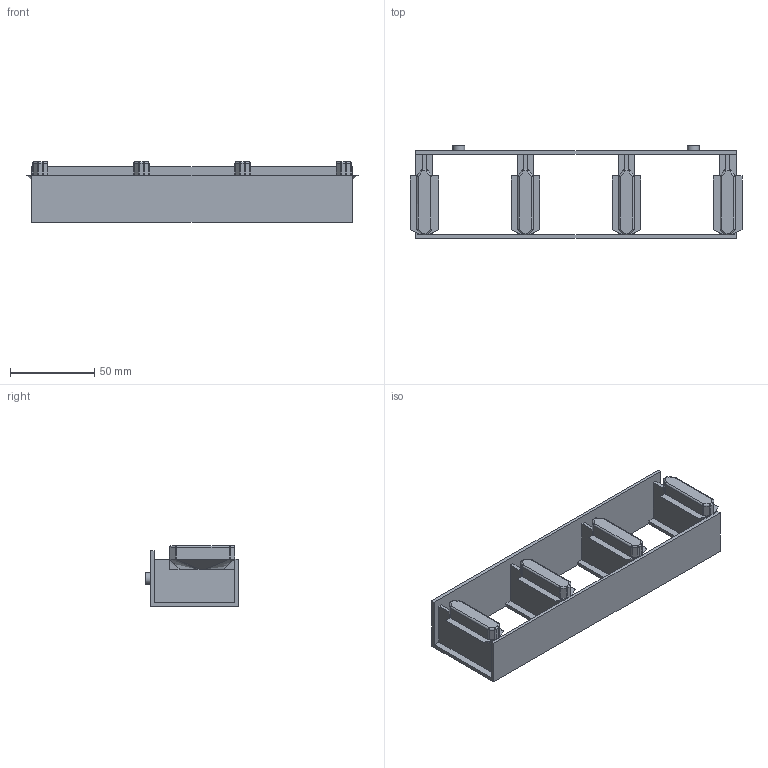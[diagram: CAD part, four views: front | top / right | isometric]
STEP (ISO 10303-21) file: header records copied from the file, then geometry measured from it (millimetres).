
FILE_DESCRIPTION(('Open CASCADE Model'),'2;1');
FILE_NAME('Open CASCADE Shape Model','2025-05-19T11:05:29',('Author'),( 'Open CASCADE'),'Open CASCADE STEP processor 7.7','Open CASCADE 7.7' ,'Unknown');
FILE_SCHEMA(('AUTOMOTIVE_DESIGN { 1 0 10303 214 1 1 1 1 }'));
Length unit declared in the file: millimetre
Products named in the file (1): Open CASCADE STEP translator 7.7 24
Bounding box: 197 x 55 x 36 mm (x, y, z)
Volume: 52704.2 mm3; surface area: 45014.2 mm2
Topology: 1 solids, 1 shells, 247 faces, 618 edges, 340 vertices
Faces by surface type: plane 93, bspline 88, cylinder 66
Full cylindrical faces by diameter (mm): 7 x2
Entity records: 16060 total; most frequent: CARTESIAN_POINT 5134, DIRECTION 1718, LINE 1242, VECTOR 1242, ORIENTED_EDGE 1204, PCURVE 1172, DEFINITIONAL_REPRESENTATION 1172, EDGE_CURVE 586
